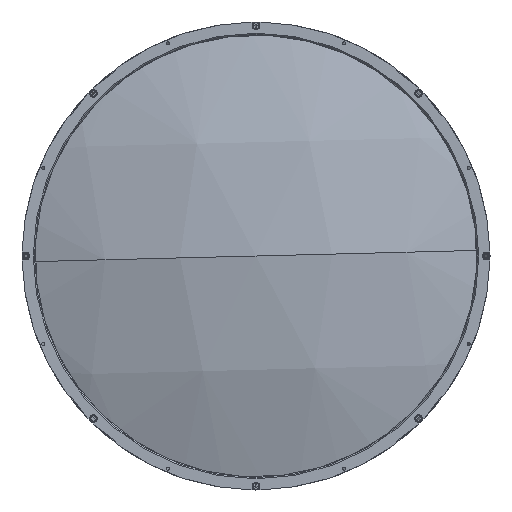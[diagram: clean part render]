
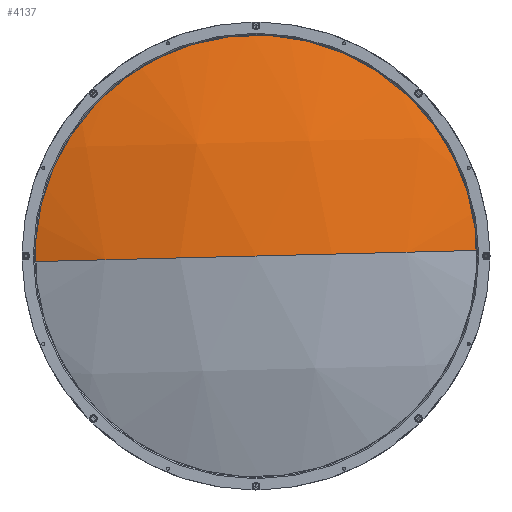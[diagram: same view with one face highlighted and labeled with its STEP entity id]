
A CAD part, left-side view. The second image highlights one B-rep face of the part: STEP entity #4137.
In plain terms, the highlighted spherical face has radius 527.92 mm.
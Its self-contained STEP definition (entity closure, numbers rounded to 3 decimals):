
#251 = DIRECTION ( 'NONE',  ( 0., 1., -0.025 ) ) ;
#415 = AXIS2_PLACEMENT_3D ( 'NONE', #23177, #11790, #251 ) ;
#523 = CARTESIAN_POINT ( 'NONE',  ( 28.634, -179.943, 4.542 ) ) ;
#2211 = AXIS2_PLACEMENT_3D ( 'NONE', #16323, #4889, #18264 ) ;
#3653 = AXIS2_PLACEMENT_3D ( 'NONE', #15604, #4156, #17524 ) ;
#4137 = ADVANCED_FACE ( 'NONE', ( #23721 ), #9126, .T. ) ;
#4156 = DIRECTION ( 'NONE',  ( 0., 0.025, 1. ) ) ;
#4226 = EDGE_LOOP ( 'NONE', ( #16609, #4675, #24098 ) ) ;
#4675 = ORIENTED_EDGE ( 'NONE', *, *, #12247, .T. ) ;
#4889 = DIRECTION ( 'NONE',  ( -1., 0., 0. ) ) ;
#5588 = AXIS2_PLACEMENT_3D ( 'NONE', #24339, #24496, #24247 ) ;
#5705 = CIRCLE ( 'NONE', #415, 527.92 ) ;
#7683 = VERTEX_POINT ( 'NONE', #23389 ) ;
#9126 = SPHERICAL_SURFACE ( 'NONE', #5588, 527.92 ) ;
#11790 = DIRECTION ( 'NONE',  ( 0., -0.025, -1. ) ) ;
#12247 = EDGE_CURVE ( 'NONE', #16252, #7683, #21282, .T. ) ;
#12400 = EDGE_CURVE ( 'NONE', #18087, #16252, #14371, .T. ) ;
#12696 = EDGE_CURVE ( 'NONE', #18087, #7683, #5705, .T. ) ;
#14371 = CIRCLE ( 'NONE', #2211, 180. ) ;
#15604 = CARTESIAN_POINT ( 'NONE',  ( 524.92, 0., 0. ) ) ;
#16252 = VERTEX_POINT ( 'NONE', #21164 ) ;
#16323 = CARTESIAN_POINT ( 'NONE',  ( 28.634, 0., 0. ) ) ;
#16609 = ORIENTED_EDGE ( 'NONE', *, *, #12400, .T. ) ;
#17524 = DIRECTION ( 'NONE',  ( 0., -1., 0.025 ) ) ;
#18087 = VERTEX_POINT ( 'NONE', #523 ) ;
#18264 = DIRECTION ( 'NONE',  ( 0., 0.025, 1. ) ) ;
#21164 = CARTESIAN_POINT ( 'NONE',  ( 28.634, 179.943, -4.542 ) ) ;
#21282 = CIRCLE ( 'NONE', #3653, 527.92 ) ;
#23177 = CARTESIAN_POINT ( 'NONE',  ( 524.92, 0., 0. ) ) ;
#23389 = CARTESIAN_POINT ( 'NONE',  ( -3., 0., 0. ) ) ;
#23721 = FACE_OUTER_BOUND ( 'NONE', #4226, .T. ) ;
#24098 = ORIENTED_EDGE ( 'NONE', *, *, #12696, .F. ) ;
#24247 = DIRECTION ( 'NONE',  ( 0., -1., 0.025 ) ) ;
#24339 = CARTESIAN_POINT ( 'NONE',  ( 524.92, 0., 0. ) ) ;
#24496 = DIRECTION ( 'NONE',  ( 0., 0.025, 1. ) ) ;
